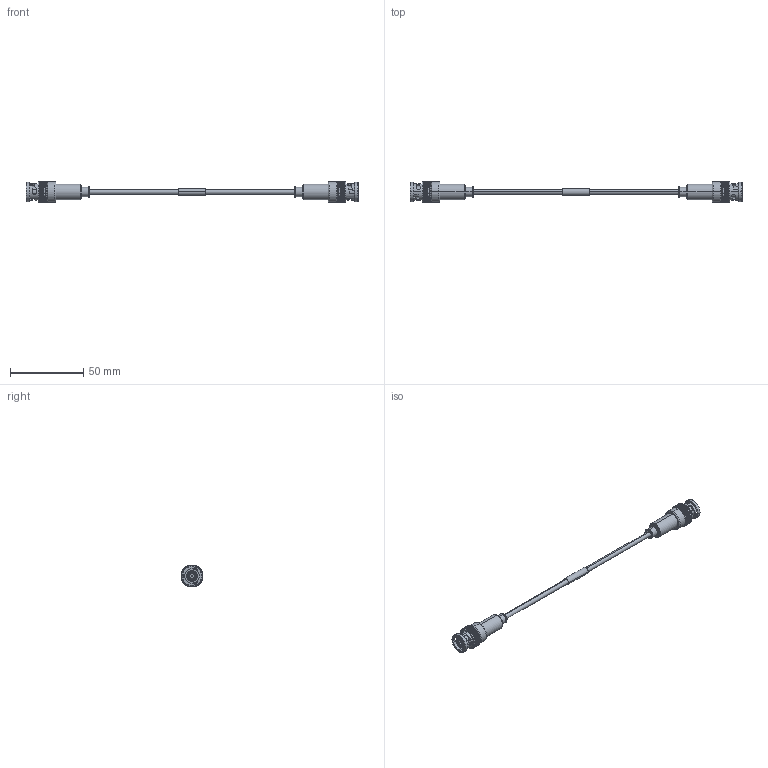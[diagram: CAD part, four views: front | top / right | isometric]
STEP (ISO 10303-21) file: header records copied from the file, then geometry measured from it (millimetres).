
FILE_DESCRIPTION (( 'STEP AP214' ), '1' );
FILE_NAME ('FM3CA2001_3D.step', '2023-08-16T19:27:31', ( '' ), ( '' ), 'SwSTEP 2.0', 'SolidWorks 2022', '' );
FILE_SCHEMA (( 'AUTOMOTIVE_DESIGN' ));
Length unit declared in the file: inch
Products named in the file (6): 1AW01-003_.182 ID x .75" long; 10-06031-XXX-MA3; FM3CA2001_3D; 10-06031-XXX-MA1; 10-06031-XXX; M17-176-00002_6"
Assembly tree (6 placements, depth 3):
  FM3CA2001_3D
    M17-176-00002_6"
    10-06031-XXX  x2
      10-06031-XXX-MA1
      10-06031-XXX-MA3
    1AW01-003_.182 ID x .75" long
Bounding box: 226.06 x 14.98 x 14.98 mm (x, y, z)
Volume: 8764.6 mm3; surface area: 8871.6 mm2
Topology: 6 solids, 6 shells, 1364 faces, 3920 edges, 2588 vertices
Faces by surface type: cylinder 756, torus 392, plane 142, cone 44, bspline 30
Entity records: 26180 total; most frequent: CARTESIAN_POINT 8015, ORIENTED_EDGE 3934, DIRECTION 3718, EDGE_CURVE 1967, AXIS2_PLACEMENT_3D 1602, VERTEX_POINT 1300, CIRCLE 920, EDGE_LOOP 711
